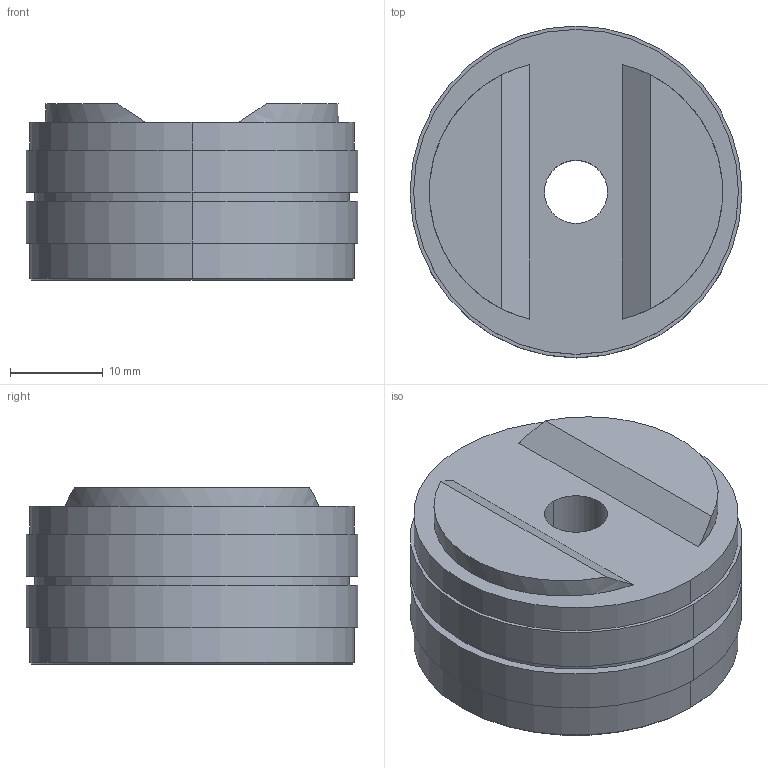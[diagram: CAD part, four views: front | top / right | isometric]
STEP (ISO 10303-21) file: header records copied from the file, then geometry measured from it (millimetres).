
FILE_DESCRIPTION (( 'STEP AP214' ), '1' );
FILE_NAME ('VC-MB.STEP', '2022-04-18T14:34:48', ( '' ), ( '' ), 'SwSTEP 2.0', 'SolidWorks 2021', '' );
FILE_SCHEMA (( 'AUTOMOTIVE_DESIGN' ));
Length unit declared in the file: inch
Products named in the file (1): VC-MB
Bounding box: 35.75 x 35.75 x 19 mm (x, y, z)
Volume: 16761.9 mm3; surface area: 4536.9 mm2
Topology: 1 solids, 1 shells, 28 faces, 56 edges, 36 vertices
Faces by surface type: cylinder 14, plane 10, cone 4
Entity records: 784 total; most frequent: DIRECTION 142, CARTESIAN_POINT 133, ORIENTED_EDGE 112, AXIS2_PLACEMENT_3D 61, EDGE_CURVE 56, EDGE_LOOP 36, VERTEX_POINT 36, CIRCLE 32
